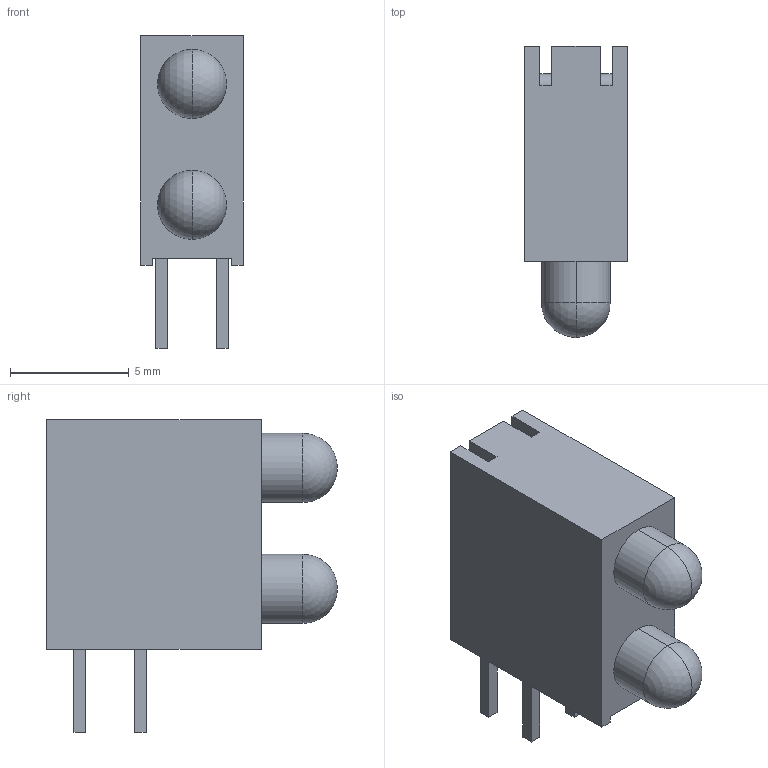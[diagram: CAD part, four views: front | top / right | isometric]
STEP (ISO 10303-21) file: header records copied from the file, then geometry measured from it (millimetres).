
FILE_DESCRIPTION(('FreeCAD Model'),'2;1');
FILE_NAME( '934EB.step', '2018-06-06T09:54:40',('kicad StepUp'),('ksu MCAD'), 'Open CASCADE STEP processor 6.8','FreeCAD','Unknown');
FILE_SCHEMA(('AUTOMOTIVE_DESIGN_CC2 { 1 2 10303 214 -1 1 5 4 }'));
Length unit declared in the file: millimetre
Products named in the file (1): 934EB
Bounding box: 4.32 x 12.22 x 13.15 mm (x, y, z)
Volume: 390.3 mm3; surface area: 481.9 mm2
Topology: 1 solids, 1 shells, 337 faces, 909 edges, 600 vertices
Faces by surface type: plane 211, bspline 116, cylinder 6, sphere 4
Entity records: 18269 total; most frequent: CARTESIAN_POINT 8231, ORIENTED_EDGE 1810, DIRECTION 1137, EDGE_CURVE 905, LINE 653, VECTOR 653, VERTEX_POINT 600, FACE_BOUND 367
